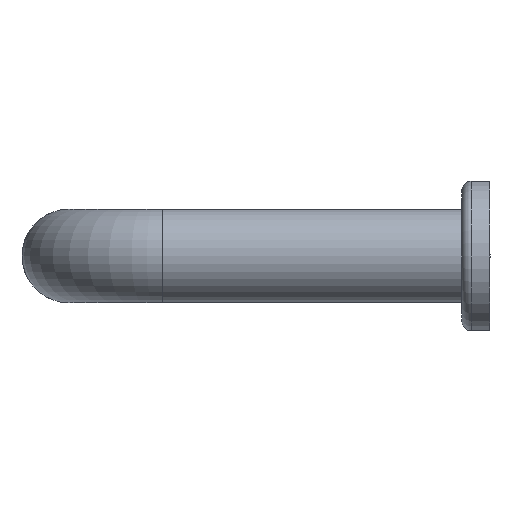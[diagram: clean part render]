
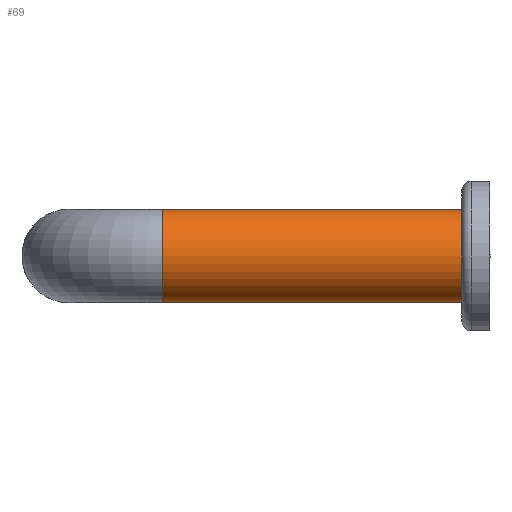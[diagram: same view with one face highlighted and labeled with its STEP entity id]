
A CAD part, left-side view. The second image highlights one B-rep face of the part: STEP entity #69.
In plain terms, the highlighted cylindrical face has radius 2.5 mm (diameter 5 mm), a full revolution.
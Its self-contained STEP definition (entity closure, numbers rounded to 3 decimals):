
#69 = ADVANCED_FACE( '', ( #156, #157 ), #158, .T. );
#156 = FACE_OUTER_BOUND( '', #263, .T. );
#157 = FACE_OUTER_BOUND( '', #264, .T. );
#158 = CYLINDRICAL_SURFACE( '', #265, 2.5 );
#263 = EDGE_LOOP( '', ( #384 ) );
#264 = EDGE_LOOP( '', ( #385 ) );
#265 = AXIS2_PLACEMENT_3D( '', #386, #387, #388 );
#384 = ORIENTED_EDGE( '', *, *, #487, .F. );
#385 = ORIENTED_EDGE( '', *, *, #477, .T. );
#386 = CARTESIAN_POINT( '', ( 2.5, 0., 0. ) );
#387 = DIRECTION( '', ( 0., 1., 0. ) );
#388 = DIRECTION( '', ( 0., 0., -1. ) );
#477 = EDGE_CURVE( '', #530, #530, #531, .T. );
#487 = EDGE_CURVE( '', #547, #547, #548, .T. );
#530 = VERTEX_POINT( '', #603 );
#531 = CIRCLE( '', #604, 2.5 );
#547 = VERTEX_POINT( '', #620 );
#548 = CIRCLE( '', #621, 2.5 );
#603 = CARTESIAN_POINT( '', ( 2.5, 17.5, -2.5 ) );
#604 = AXIS2_PLACEMENT_3D( '', #676, #677, #678 );
#620 = CARTESIAN_POINT( '', ( 2.5, 1.5, -2.5 ) );
#621 = AXIS2_PLACEMENT_3D( '', #697, #698, #699 );
#676 = CARTESIAN_POINT( '', ( 2.5, 17.5, 0. ) );
#677 = DIRECTION( '', ( 0., -1., 0. ) );
#678 = DIRECTION( '', ( 0., 0., -1. ) );
#697 = CARTESIAN_POINT( '', ( 2.5, 1.5, 0. ) );
#698 = DIRECTION( '', ( 0., -1., 0. ) );
#699 = DIRECTION( '', ( 0., 0., -1. ) );
